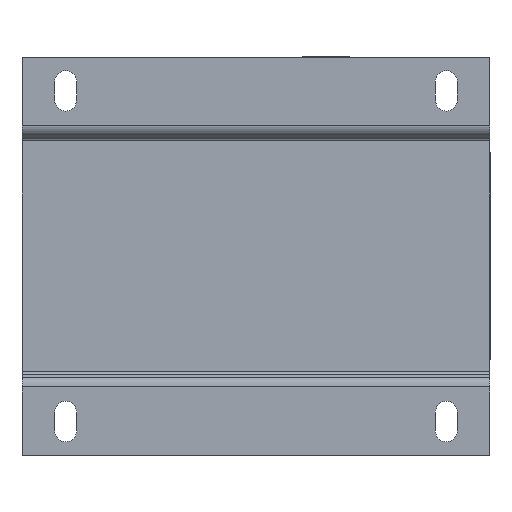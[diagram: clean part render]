
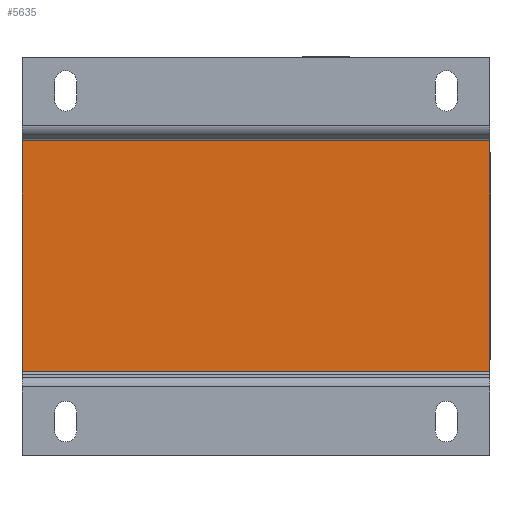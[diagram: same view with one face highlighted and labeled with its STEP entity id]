
A CAD part, front view. The second image highlights one B-rep face of the part: STEP entity #5635.
In plain terms, the highlighted planar face has unit normal (0, -1, 0).
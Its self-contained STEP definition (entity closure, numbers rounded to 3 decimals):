
#57 = DIRECTION ( 'NONE',  ( 0., 0., 1. ) ) ;
#690 = CARTESIAN_POINT ( 'NONE',  ( -75., -65., 37. ) ) ;
#864 = VECTOR ( 'NONE', #5957, 1000. ) ;
#1064 = CARTESIAN_POINT ( 'NONE',  ( 0., -65., -37. ) ) ;
#1113 = CARTESIAN_POINT ( 'NONE',  ( 75., -65., 37. ) ) ;
#1230 = CARTESIAN_POINT ( 'NONE',  ( -75., -65., -63.75 ) ) ;
#1419 = FACE_OUTER_BOUND ( 'NONE', #1466, .T. ) ;
#1466 = EDGE_LOOP ( 'NONE', ( #2790, #6959, #2267, #6937 ) ) ;
#1756 = VECTOR ( 'NONE', #4954, 1000. ) ;
#1820 = EDGE_CURVE ( 'Defeature ausgef�hrt1_73+Defeature ausgef�hrt1_74+Defeature ausgef�hrt1_93+Defeature ausgef�hrt1_80', #3818, #3159, #3401, .T. ) ;
#1949 = EDGE_CURVE ( 'Defeature ausgef�hrt1_94+Defeature ausgef�hrt1_74+Defeature ausgef�hrt1_92+Defeature ausgef�hrt1_93', #4822, #3818, #7132, .T. ) ;
#1951 = CARTESIAN_POINT ( 'NONE',  ( 0., -65., 37. ) ) ;
#2267 = ORIENTED_EDGE ( 'NONE', *, *, #6254, .T. ) ;
#2790 = ORIENTED_EDGE ( 'NONE', *, *, #1949, .F. ) ;
#3077 = EDGE_CURVE ( 'Defeature ausgef�hrt1_71+Defeature ausgef�hrt1_74+Defeature ausgef�hrt1_79+Defeature ausgef�hrt1_92', #3350, #4822, #4456, .T. ) ;
#3117 = AXIS2_PLACEMENT_3D ( 'NONE', #6725, #6344, #6289 ) ;
#3159 = VERTEX_POINT ( 'NONE', #6540 ) ;
#3350 = VERTEX_POINT ( 'NONE', #4879 ) ;
#3401 = LINE ( 'NONE', #5982, #864 ) ;
#3667 = VECTOR ( 'NONE', #4554, 1000. ) ;
#3818 = VERTEX_POINT ( 'NONE', #1113 ) ;
#4456 = LINE ( 'NONE', #1230, #5365 ) ;
#4554 = DIRECTION ( 'NONE',  ( 1., 0., 0. ) ) ;
#4822 = VERTEX_POINT ( 'NONE', #690 ) ;
#4855 = LINE ( 'NONE', #1064, #3667 ) ;
#4879 = CARTESIAN_POINT ( 'NONE',  ( -75., -65., -37. ) ) ;
#4954 = DIRECTION ( 'NONE',  ( 1., 0., 0. ) ) ;
#5365 = VECTOR ( 'NONE', #57, 1000. ) ;
#5635 = ADVANCED_FACE ( 'Defeature ausgef�hrt1_74', ( #1419 ), #6139, .F. ) ;
#5957 = DIRECTION ( 'NONE',  ( 0., 0., -1. ) ) ;
#5982 = CARTESIAN_POINT ( 'NONE',  ( 75., -65., -63.75 ) ) ;
#6139 = PLANE ( 'NONE',  #3117 ) ;
#6254 = EDGE_CURVE ( 'Defeature ausgef�hrt1_74+Defeature ausgef�hrt1_81+Defeature ausgef�hrt1_71+Defeature ausgef�hrt1_73', #3350, #3159, #4855, .T. ) ;
#6289 = DIRECTION ( 'NONE',  ( 0., 0., 1. ) ) ;
#6344 = DIRECTION ( 'NONE',  ( 0., 1., 0. ) ) ;
#6540 = CARTESIAN_POINT ( 'NONE',  ( 75., -65., -37. ) ) ;
#6725 = CARTESIAN_POINT ( 'NONE',  ( 0., -65., 0. ) ) ;
#6937 = ORIENTED_EDGE ( 'NONE', *, *, #1820, .F. ) ;
#6959 = ORIENTED_EDGE ( 'NONE', *, *, #3077, .F. ) ;
#7132 = LINE ( 'NONE', #1951, #1756 ) ;
